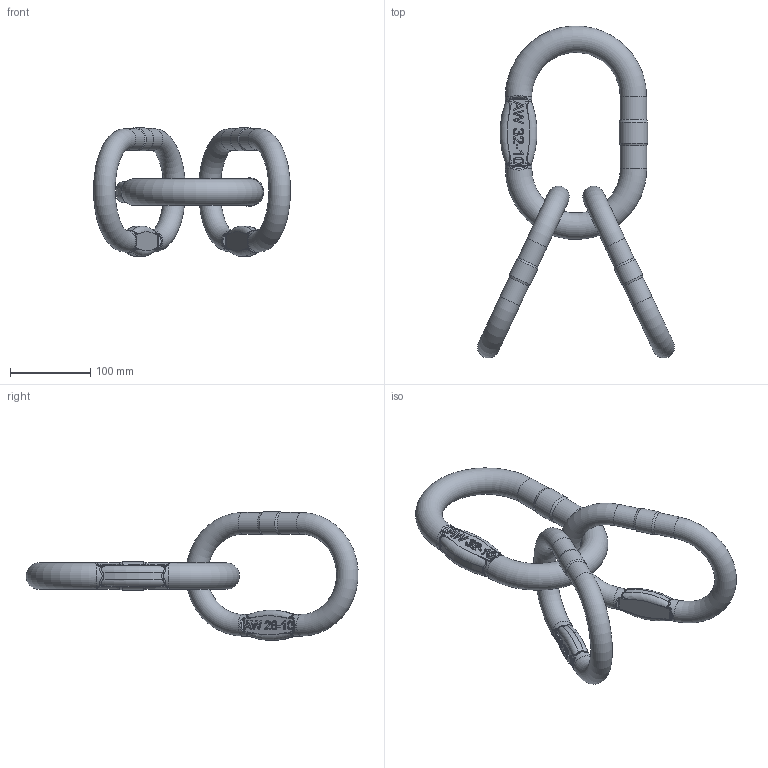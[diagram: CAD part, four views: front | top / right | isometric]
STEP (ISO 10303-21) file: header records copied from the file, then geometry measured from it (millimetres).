
FILE_DESCRIPTION(/* description */ (''),/* implementation_level */ '2;1');
FILE_NAME(/* name */ 'VAW 13 Kundenmodell.stp',/* time_stamp */ '2016-04-13T15:51:30+02:00',/* author */ (''),/* organization */ (''),/* preprocessor_version */ 'ST-DEVELOPER v15',/* originating_system */ 'SIEMENS PLM Software NX 9.0',/* authorisation */ '');
FILE_SCHEMA (('AUTOMOTIVE_DESIGN { 1 0 10303 214 3 1 1 1 }'));
Length unit declared in the file: millimetre
Products named in the file (1): ZER1824F2C3k71v
Bounding box: 245.1 x 413.41 x 160.19 mm (x, y, z)
Volume: 1205629.4 mm3; surface area: 165478.3 mm2
Topology: 3 solids, 3 shells, 397 faces, 994 edges, 598 vertices
Faces by surface type: plane 142, bspline 104, extrusion 68, cylinder 59, torus 18, cone 6
Full cylindrical faces by diameter (mm): 27 x8, 29.025 x2, 33 x2, 35.475 x1
Entity records: 15788 total; most frequent: CARTESIAN_POINT 7702, ORIENTED_EDGE 1870, DIRECTION 1234, EDGE_CURVE 935, VERTEX_POINT 588, B_SPLINE_CURVE_WITH_KNOTS 479, EDGE_LOOP 447, AXIS2_PLACEMENT_3D 416
